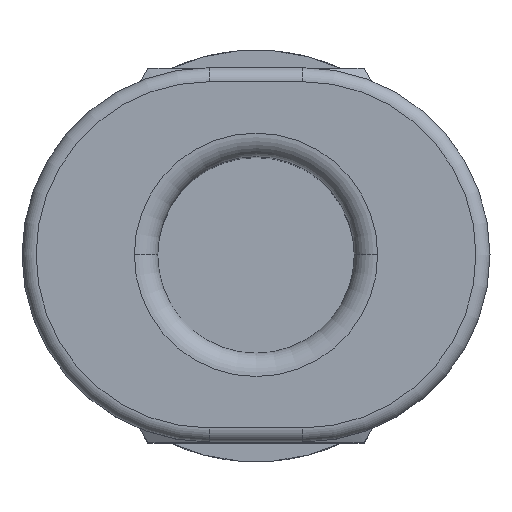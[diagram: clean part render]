
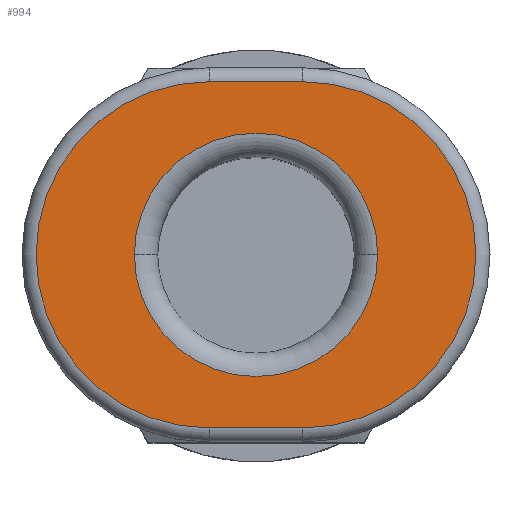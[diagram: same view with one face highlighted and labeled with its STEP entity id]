
A CAD part, top view. The second image highlights one B-rep face of the part: STEP entity #994.
In plain terms, the highlighted planar face has unit normal (0, 0, 1).
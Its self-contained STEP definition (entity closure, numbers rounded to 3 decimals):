
#896=CARTESIAN_POINT('',(2.6,0.,9.45));
#897=VERTEX_POINT('',#896);
#905=CARTESIAN_POINT('',(-2.6,0.,9.45));
#906=VERTEX_POINT('',#905);
#907=CARTESIAN_POINT('',(0.0,0.,9.45));
#908=DIRECTION('',(0.0,0.0,1.0));
#909=DIRECTION('',(1.0,0.0,0.0));
#910=AXIS2_PLACEMENT_3D('',#907,#908,#909);
#911=CIRCLE('',#910,2.6);
#912=EDGE_CURVE('',#897,#906,#911,.T.);
#939=CARTESIAN_POINT('',(0.0,0.,9.45));
#940=DIRECTION('',(0.0,0.0,1.0));
#941=DIRECTION('',(1.0,0.0,0.0));
#942=AXIS2_PLACEMENT_3D('',#939,#940,#941);
#943=CIRCLE('',#942,2.6);
#944=EDGE_CURVE('',#906,#897,#943,.T.);
#949=CARTESIAN_POINT('',(0.,0.,9.45));
#950=DIRECTION('',(0.0,0.0,-1.0));
#951=DIRECTION('',(1.0,0.0,0.0));
#952=AXIS2_PLACEMENT_3D('',#949,#950,#951);
#953=PLANE('',#952);
#954=CARTESIAN_POINT('',(-1.0,-3.7,9.45));
#955=VERTEX_POINT('',#954);
#956=CARTESIAN_POINT('',(-1.,3.7,9.45));
#957=VERTEX_POINT('',#956);
#958=CARTESIAN_POINT('',(-1.0,0.,9.45));
#959=DIRECTION('',(0.0,0.0,-1.0));
#960=DIRECTION('',(-1.0,0.0,0.0));
#961=AXIS2_PLACEMENT_3D('',#958,#959,#960);
#962=CIRCLE('',#961,3.7);
#963=EDGE_CURVE('',#955,#957,#962,.T.);
#964=ORIENTED_EDGE('',*,*,#963,.F.);
#965=CARTESIAN_POINT('',(1.0,-3.7,9.45));
#966=VERTEX_POINT('',#965);
#967=CARTESIAN_POINT('',(1.0,-3.7,9.45));
#968=DIRECTION('',(-1.0,0.0,0.0));
#969=VECTOR('',#968,2.0);
#970=LINE('',#967,#969);
#971=EDGE_CURVE('',#966,#955,#970,.T.);
#972=ORIENTED_EDGE('',*,*,#971,.F.);
#973=CARTESIAN_POINT('',(1.,3.7,9.45));
#974=VERTEX_POINT('',#973);
#975=CARTESIAN_POINT('',(1.0,0.,9.45));
#976=DIRECTION('',(0.,0.,-1.0));
#977=DIRECTION('',(1.0,0.,0.));
#978=AXIS2_PLACEMENT_3D('',#975,#976,#977);
#979=CIRCLE('',#978,3.7);
#980=EDGE_CURVE('',#974,#966,#979,.T.);
#981=ORIENTED_EDGE('',*,*,#980,.F.);
#982=CARTESIAN_POINT('',(-1.,3.7,9.45));
#983=DIRECTION('',(1.0,0.0,0.0));
#984=VECTOR('',#983,2.);
#985=LINE('',#982,#984);
#986=EDGE_CURVE('',#957,#974,#985,.T.);
#987=ORIENTED_EDGE('',*,*,#986,.F.);
#988=EDGE_LOOP('',(#964,#972,#981,#987));
#989=FACE_OUTER_BOUND('',#988,.T.);
#990=ORIENTED_EDGE('',*,*,#944,.F.);
#991=ORIENTED_EDGE('',*,*,#912,.F.);
#992=EDGE_LOOP('',(#990,#991));
#993=FACE_BOUND('',#992,.T.);
#994=ADVANCED_FACE('',(#989,#993),#953,.F.);
